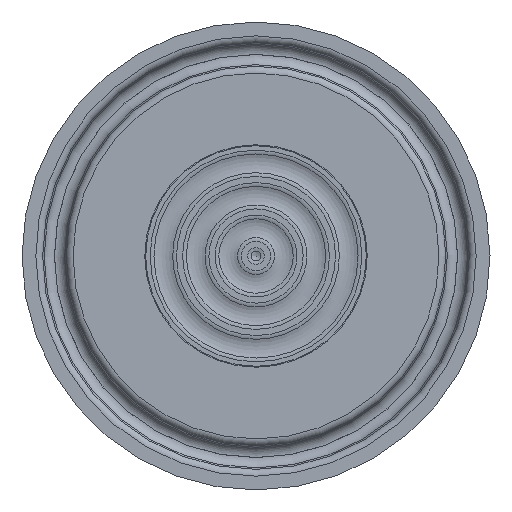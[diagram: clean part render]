
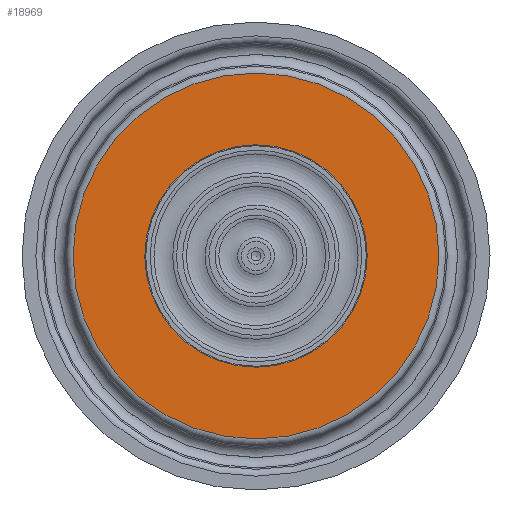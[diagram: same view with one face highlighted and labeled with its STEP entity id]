
A CAD part, left-side view. The second image highlights one B-rep face of the part: STEP entity #18969.
In plain terms, the highlighted planar face has unit normal (-1, 0, 0).
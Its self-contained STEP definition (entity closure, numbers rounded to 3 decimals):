
#283=FACE_BOUND('',#3255,.T.);
#1056=PLANE('',#20033);
#2135=FACE_OUTER_BOUND('',#3254,.T.);
#3254=EDGE_LOOP('',(#17607));
#3255=EDGE_LOOP('',(#17608));
#3710=CIRCLE('',#20026,12.);
#3714=CIRCLE('',#20034,19.742);
#9055=VERTEX_POINT('',#59852);
#9057=VERTEX_POINT('',#59863);
#11915=EDGE_CURVE('',#9055,#9055,#3710,.T.);
#11920=EDGE_CURVE('',#9057,#9057,#3714,.T.);
#17607=ORIENTED_EDGE('',*,*,#11920,.F.);
#17608=ORIENTED_EDGE('',*,*,#11915,.T.);
#18969=ADVANCED_FACE('',(#2135,#283),#1056,.T.);
#20026=AXIS2_PLACEMENT_3D('',#59853,#23016,#23017);
#20033=AXIS2_PLACEMENT_3D('',#59862,#23031,#23032);
#20034=AXIS2_PLACEMENT_3D('',#59864,#23033,#23034);
#23016=DIRECTION('center_axis',(1.,0.,0.));
#23017=DIRECTION('ref_axis',(0.,1.,0.));
#23031=DIRECTION('center_axis',(-1.,0.,0.));
#23032=DIRECTION('ref_axis',(0.,0.,1.));
#23033=DIRECTION('center_axis',(1.,0.,0.));
#23034=DIRECTION('ref_axis',(0.,0.,-1.));
#59852=CARTESIAN_POINT('',(0.,-12.,0.));
#59853=CARTESIAN_POINT('Origin',(0.,0.,
0.));
#59862=CARTESIAN_POINT('Origin',(0.,19.742,
0.));
#59863=CARTESIAN_POINT('',(0.,0.,19.742));
#59864=CARTESIAN_POINT('Origin',(0.,0.,0.));
